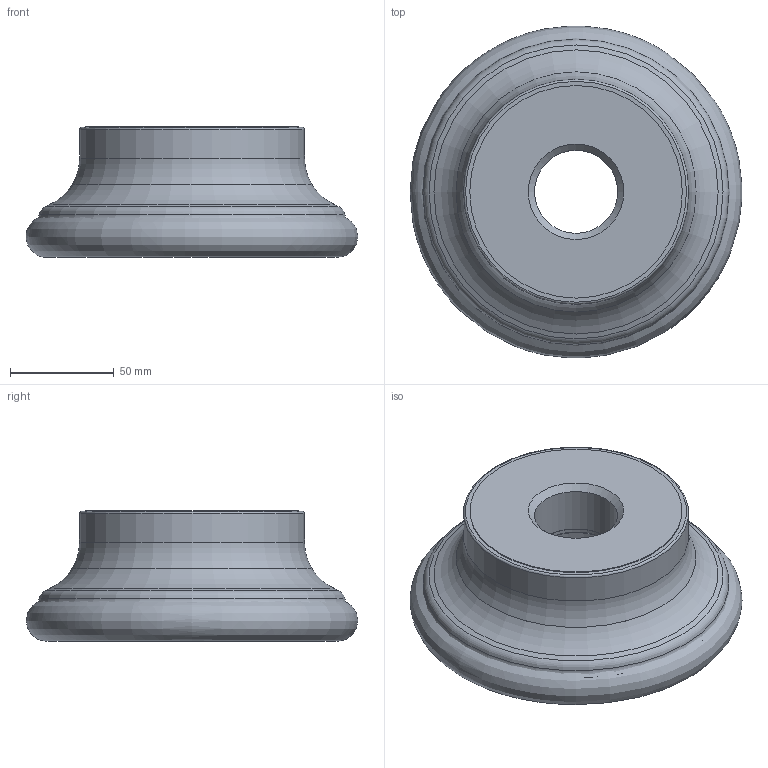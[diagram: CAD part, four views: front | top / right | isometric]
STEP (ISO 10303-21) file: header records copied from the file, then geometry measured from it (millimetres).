
FILE_DESCRIPTION(/* description */ (''),/* implementation_level */ '2;1');
FILE_NAME(/* name */ '1543374807696.stp',/* time_stamp */ '2018-11-28T08:43:40+05:00',/* author */ (''),/* organization */ ('SMS'),/* preprocessor_version */ 'ST-DEVELOPER v15',/* originating_system */ 'SIEMENS PLM Software NX 8.5',/* authorisation */ '');
FILE_SCHEMA (('AUTOMOTIVE_DESIGN { 1 0 10303 214 3 1 1 1 }'));
Length unit declared in the file: millimetre
Products named in the file (4): 201858539mod000_00; ASSEMBLY_CONSTRUCTION; 201915156mod000_00; 201915155mod000_00
Assembly tree (3 placements, depth 2):
  201915155mod000_00
    201915156mod000_00
    ASSEMBLY_CONSTRUCTION
    201858539mod000_00
Bounding box: 159.9 x 159.84 x 63.01 mm (x, y, z)
Volume: 646896.9 mm3; surface area: 91146.6 mm2
Topology: 2 solids, 2 shells, 34 faces, 66 edges, 54 vertices
Faces by surface type: torus 12, cone 10, plane 6, cylinder 5, bspline 1
Full cylindrical faces by diameter (mm): 40.013 x1, 40.3 x1, 91.45 x1, 102.45 x1, 108.45 x1
Entity records: 3585 total; most frequent: CARTESIAN_POINT 2725, DIRECTION 170, AXIS2_PLACEMENT_3D 85, FACE_BOUND 67, EDGE_LOOP 66, ORIENTED_EDGE 66, ADVANCED_FACE 34, VERTEX_POINT 34
